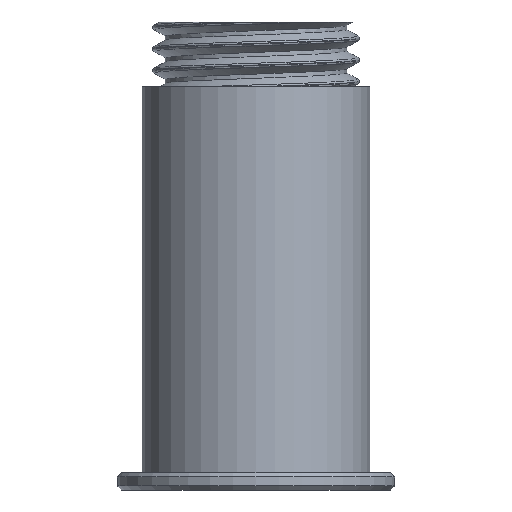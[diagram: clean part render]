
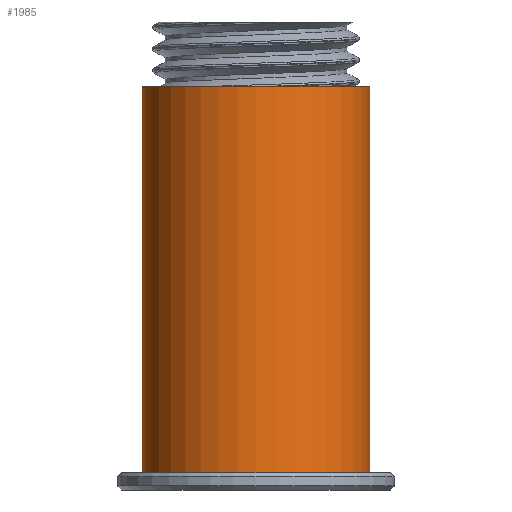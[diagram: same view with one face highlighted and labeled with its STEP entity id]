
A CAD part, front view. The second image highlights one B-rep face of the part: STEP entity #1985.
In plain terms, the highlighted cylindrical face has radius 26.25 mm (diameter 52.5 mm), a partial arc.
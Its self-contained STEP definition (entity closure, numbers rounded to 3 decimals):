
#72=CYLINDRICAL_SURFACE('',#2122,26.25);
#220=CIRCLE('',#2028,26.25);
#243=CIRCLE('',#2121,26.25);
#334=FACE_OUTER_BOUND('',#438,.T.);
#438=EDGE_LOOP('',(#1737,#1738,#1739,#1740));
#496=LINE('',#2843,#616);
#577=LINE('',#4781,#697);
#616=VECTOR('',#2211,10.);
#697=VECTOR('',#2454,10.);
#737=VERTEX_POINT('',#2548);
#738=VERTEX_POINT('',#2550);
#787=VERTEX_POINT('',#2841);
#927=VERTEX_POINT('',#4780);
#947=EDGE_CURVE('',#737,#738,#220,.T.);
#1003=EDGE_CURVE('',#787,#737,#496,.T.);
#1223=EDGE_CURVE('',#738,#927,#577,.T.);
#1226=EDGE_CURVE('',#927,#787,#243,.F.);
#1737=ORIENTED_EDGE('',*,*,#1003,.F.);
#1738=ORIENTED_EDGE('',*,*,#1226,.F.);
#1739=ORIENTED_EDGE('',*,*,#1223,.F.);
#1740=ORIENTED_EDGE('',*,*,#947,.F.);
#1985=ADVANCED_FACE('',(#334),#72,.T.);
#2028=AXIS2_PLACEMENT_3D('',#2551,#2162,#2163);
#2121=AXIS2_PLACEMENT_3D('',#4848,#2459,#2460);
#2122=AXIS2_PLACEMENT_3D('',#4849,#2461,#2462);
#2162=DIRECTION('center_axis',(0.,0.,
-1.));
#2163=DIRECTION('ref_axis',(-1.,0.,0.));
#2211=DIRECTION('',(0.,0.,-1.));
#2454=DIRECTION('',(0.,0.,1.));
#2459=DIRECTION('center_axis',(0.,0.,-1.));
#2460=DIRECTION('ref_axis',(-1.,0.,0.));
#2461=DIRECTION('center_axis',(0.,0.,-1.));
#2462=DIRECTION('ref_axis',(-1.,0.,0.));
#2548=CARTESIAN_POINT('',(13.096,-1.372,-9.5));
#2550=CARTESIAN_POINT('',(-39.344,-1.372,-9.5));
#2551=CARTESIAN_POINT('Origin',(-13.124,-0.114,-9.5));
#2841=CARTESIAN_POINT('',(13.096,-1.372,79.5));
#2843=CARTESIAN_POINT('',(13.096,-1.372,63.5));
#4780=CARTESIAN_POINT('',(-39.344,-1.372,79.5));
#4781=CARTESIAN_POINT('',(-39.344,-1.372,63.5));
#4848=CARTESIAN_POINT('Origin',(-13.124,-0.114,79.5));
#4849=CARTESIAN_POINT('Origin',(-13.124,-0.114,63.5));
